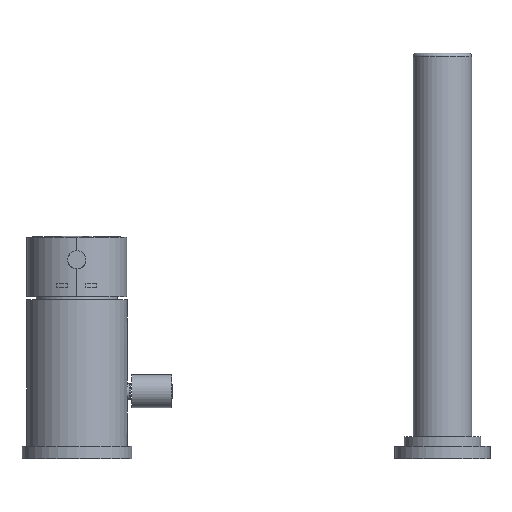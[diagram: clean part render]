
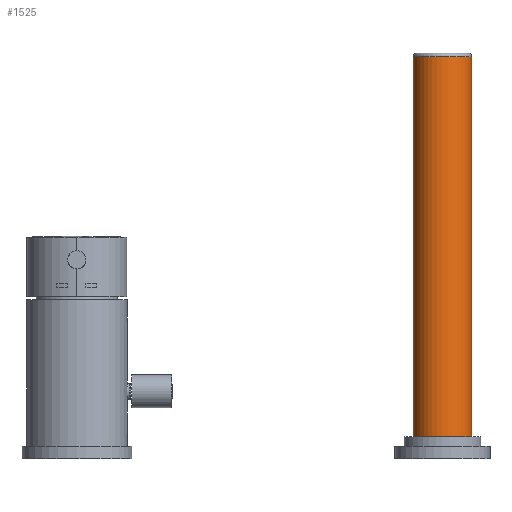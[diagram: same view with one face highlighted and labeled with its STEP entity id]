
A CAD part, top view. The second image highlights one B-rep face of the part: STEP entity #1525.
In plain terms, the highlighted cylindrical face has radius 16 mm (diameter 32 mm), a partial arc.
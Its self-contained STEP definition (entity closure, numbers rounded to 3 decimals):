
#1400=DIRECTION('',(0.,1.,0.));
#1401=VECTOR('',#1400,208.);
#1402=CARTESIAN_POINT('',(216.,5.,0.));
#1403=LINE('',#1402,#1401);
#1404=CARTESIAN_POINT('',(200.,213.,0.));
#1405=DIRECTION('',(0.,1.,0.));
#1406=DIRECTION('',(-1.,0.,0.));
#1407=AXIS2_PLACEMENT_3D('',#1404,#1405,#1406);
#1409=CARTESIAN_POINT('',(200.,5.,0.));
#1410=DIRECTION('',(0.,-1.,0.));
#1411=DIRECTION('',(1.,0.,0.));
#1412=AXIS2_PLACEMENT_3D('',#1409,#1410,#1411);
#1414=DIRECTION('',(0.,1.,0.));
#1415=VECTOR('',#1414,208.);
#1416=CARTESIAN_POINT('',(184.,5.,0.));
#1417=LINE('',#1416,#1415);
#1418=CARTESIAN_POINT('',(216.,5.,0.));
#1419=CARTESIAN_POINT('',(184.,5.,0.));
#1420=VERTEX_POINT('',#1418);
#1421=VERTEX_POINT('',#1419);
#1426=CARTESIAN_POINT('',(184.,213.,0.));
#1427=CARTESIAN_POINT('',(216.,213.,0.));
#1428=VERTEX_POINT('',#1426);
#1429=VERTEX_POINT('',#1427);
#1513=CARTESIAN_POINT('',(200.,5.,0.));
#1514=DIRECTION('',(0.,1.,0.));
#1515=DIRECTION('',(1.,0.,0.));
#1516=AXIS2_PLACEMENT_3D('',#1513,#1514,#1515);
#1517=CYLINDRICAL_SURFACE('',#1516,16.);
#1518=ORIENTED_EDGE('',*,*,#1457,.T.);
#1519=ORIENTED_EDGE('',*,*,#1501,.F.);
#1521=ORIENTED_EDGE('',*,*,#1520,.T.);
#1522=ORIENTED_EDGE('',*,*,#1497,.T.);
#1523=EDGE_LOOP('',(#1518,#1519,#1521,#1522));
#1524=FACE_OUTER_BOUND('',#1523,.F.);
#1525=ADVANCED_FACE('',(#1524),#1517,.T.);
#1408=CIRCLE('',#1407,16.);
#1413=CIRCLE('',#1412,16.);
#1457=EDGE_CURVE('',#1428,#1429,#1408,.T.);
#1497=EDGE_CURVE('',#1421,#1428,#1417,.T.);
#1501=EDGE_CURVE('',#1420,#1429,#1403,.T.);
#1520=EDGE_CURVE('',#1420,#1421,#1413,.T.);
